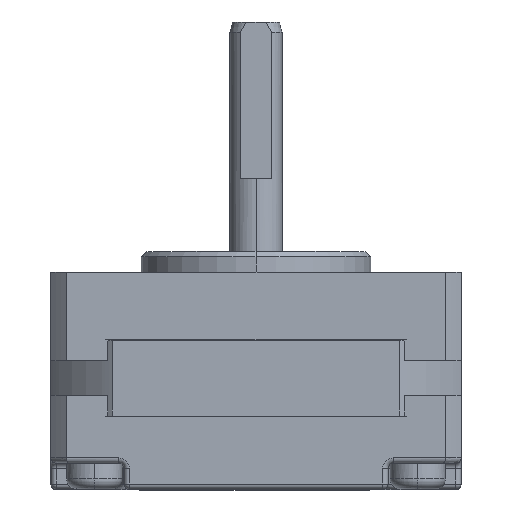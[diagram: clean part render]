
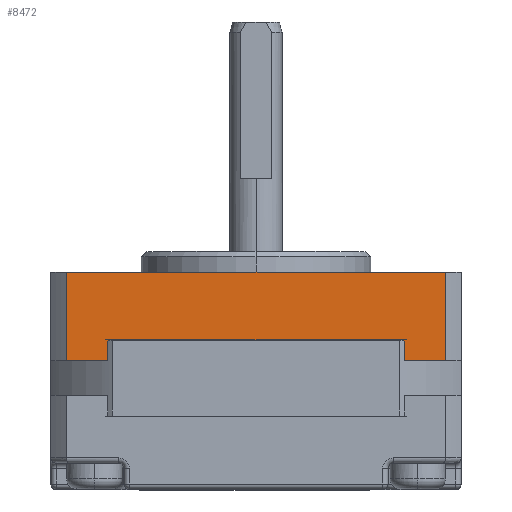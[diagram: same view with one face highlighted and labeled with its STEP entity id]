
A CAD part, top view. The second image highlights one B-rep face of the part: STEP entity #8472.
In plain terms, the highlighted planar face has unit normal (0, 0, 1).
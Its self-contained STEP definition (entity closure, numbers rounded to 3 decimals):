
#594 = LINE ( 'NONE', #595, #16957 ) ;
#595 = CARTESIAN_POINT ( 'NONE',  ( 1.5, 20.8, 39.3 ) ) ;
#596 = DIRECTION ( 'NONE',  ( 1., 0., 0. ) ) ;
#720 = LINE ( 'NONE', #721, #16999 ) ;
#721 = CARTESIAN_POINT ( 'NONE',  ( 39.3, 14.3, 39.3 ) ) ;
#722 = DIRECTION ( 'NONE',  ( 1., 0., 0. ) ) ;
#3635 = ORIENTED_EDGE ( 'NONE', *, *, #12586, .T. ) ;
#3636 = ORIENTED_EDGE ( 'NONE', *, *, #12585, .T. ) ;
#3637 = ORIENTED_EDGE ( 'NONE', *, *, #12587, .F. ) ;
#3638 = ORIENTED_EDGE ( 'NONE', *, *, #5480, .T. ) ;
#3639 = ORIENTED_EDGE ( 'NONE', *, *, #12584, .F. ) ;
#3640 = ORIENTED_EDGE ( 'NONE', *, *, #12588, .F. ) ;
#3641 = ORIENTED_EDGE ( 'NONE', *, *, #12583, .F. ) ;
#3642 = ORIENTED_EDGE ( 'NONE', *, *, #5438, .F. ) ;
#5438 = EDGE_CURVE ( 'NONE', #10662, #10663, #594, .T. ) ;
#5480 = EDGE_CURVE ( 'NONE', #10696, #10702, #720, .T. ) ;
#7712 = CARTESIAN_POINT ( 'NONE',  ( 37.8, 12.3, 39.3 ) ) ;
#7713 = CARTESIAN_POINT ( 'NONE',  ( 1.5, 12.3, 39.3 ) ) ;
#7714 = CARTESIAN_POINT ( 'NONE',  ( 5.439, 12.3, 39.3 ) ) ;
#7715 = CARTESIAN_POINT ( 'NONE',  ( 33.861, 12.3, 39.3 ) ) ;
#7893 = LINE ( 'NONE', #7894, #15463 ) ;
#7894 = CARTESIAN_POINT ( 'NONE',  ( 33.861, 12.3, 39.3 ) ) ;
#7895 = DIRECTION ( 'NONE',  ( -1., 0., 0. ) ) ;
#7896 = LINE ( 'NONE', #7897, #15464 ) ;
#7897 = CARTESIAN_POINT ( 'NONE',  ( 33.861, 12.3, 39.3 ) ) ;
#7898 = DIRECTION ( 'NONE',  ( 0., 1., 0. ) ) ;
#7899 = LINE ( 'NONE', #7900, #15465 ) ;
#7900 = CARTESIAN_POINT ( 'NONE',  ( 5.439, 12.3, 39.3 ) ) ;
#7901 = DIRECTION ( 'NONE',  ( 0., 1., 0. ) ) ;
#7902 = LINE ( 'NONE', #7903, #15466 ) ;
#7903 = CARTESIAN_POINT ( 'NONE',  ( 1.5, 20.8, 39.3 ) ) ;
#7904 = DIRECTION ( 'NONE',  ( 0., -1., 0. ) ) ;
#7905 = LINE ( 'NONE', #7906, #15467 ) ;
#7906 = CARTESIAN_POINT ( 'NONE',  ( 1.5, 12.3, 39.3 ) ) ;
#7907 = DIRECTION ( 'NONE',  ( -1., 0., 0. ) ) ;
#7908 = LINE ( 'NONE', #7909, #15469 ) ;
#7909 = CARTESIAN_POINT ( 'NONE',  ( 37.8, 20.8, 39.3 ) ) ;
#7910 = DIRECTION ( 'NONE',  ( 0., -1., 0. ) ) ;
#8472 = ADVANCED_FACE ( 'NONE', ( #15664 ), #14032, .F. ) ;
#10662 = VERTEX_POINT ( 'NONE', #15218 ) ;
#10663 = VERTEX_POINT ( 'NONE', #15219 ) ;
#10696 = VERTEX_POINT ( 'NONE', #15252 ) ;
#10702 = VERTEX_POINT ( 'NONE', #15258 ) ;
#10739 = VERTEX_POINT ( 'NONE', #7712 ) ;
#10740 = VERTEX_POINT ( 'NONE', #7713 ) ;
#10741 = VERTEX_POINT ( 'NONE', #7714 ) ;
#10742 = VERTEX_POINT ( 'NONE', #7715 ) ;
#11397 = EDGE_LOOP ( 'NONE', ( #3635, #3637, #3636, #3638, #3639, #3641, #3640, #3642 ) ) ;
#12583 = EDGE_CURVE ( 'NONE', #10739, #10742, #7893, .T. ) ;
#12584 = EDGE_CURVE ( 'NONE', #10742, #10702, #7896, .T. ) ;
#12585 = EDGE_CURVE ( 'NONE', #10741, #10696, #7899, .T. ) ;
#12586 = EDGE_CURVE ( 'NONE', #10662, #10740, #7902, .T. ) ;
#12587 = EDGE_CURVE ( 'NONE', #10741, #10740, #7905, .T. ) ;
#12588 = EDGE_CURVE ( 'NONE', #10663, #10739, #7908, .T. ) ;
#14032 = PLANE ( 'NONE',  #15671 ) ;
#14033 = CARTESIAN_POINT ( 'NONE',  ( 1.5, 20.8, 39.3 ) ) ;
#14034 = DIRECTION ( 'NONE',  ( 0., 0., -1. ) ) ;
#14035 = DIRECTION ( 'NONE',  ( -1., 0., 0. ) ) ;
#15218 = CARTESIAN_POINT ( 'NONE',  ( 1.5, 20.8, 39.3 ) ) ;
#15219 = CARTESIAN_POINT ( 'NONE',  ( 37.8, 20.8, 39.3 ) ) ;
#15252 = CARTESIAN_POINT ( 'NONE',  ( 5.439, 14.3, 39.3 ) ) ;
#15258 = CARTESIAN_POINT ( 'NONE',  ( 33.861, 14.3, 39.3 ) ) ;
#15463 = VECTOR ( 'NONE', #7895, 1000. ) ;
#15464 = VECTOR ( 'NONE', #7898, 1000. ) ;
#15465 = VECTOR ( 'NONE', #7901, 1000. ) ;
#15466 = VECTOR ( 'NONE', #7904, 1000. ) ;
#15467 = VECTOR ( 'NONE', #7907, 1000. ) ;
#15469 = VECTOR ( 'NONE', #7910, 1000. ) ;
#15664 = FACE_OUTER_BOUND ( 'NONE', #11397, .T. ) ;
#15671 = AXIS2_PLACEMENT_3D ( 'NONE', #14033, #14034, #14035 ) ;
#16957 = VECTOR ( 'NONE', #596, 1000. ) ;
#16999 = VECTOR ( 'NONE', #722, 1000. ) ;
